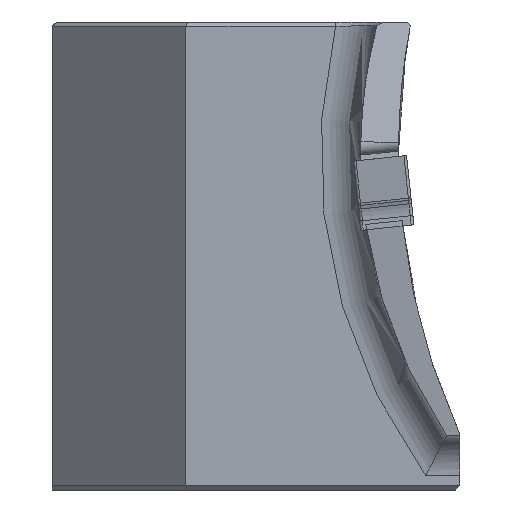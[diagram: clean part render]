
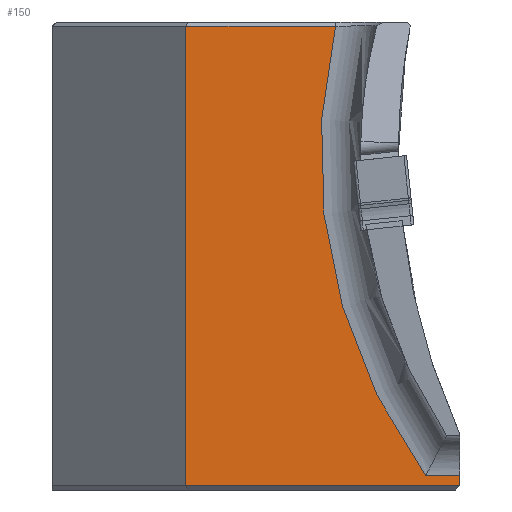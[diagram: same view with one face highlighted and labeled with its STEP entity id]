
A CAD part, left-side view. The second image highlights one B-rep face of the part: STEP entity #150.
In plain terms, the highlighted planar face has unit normal (-1, 0, 0).
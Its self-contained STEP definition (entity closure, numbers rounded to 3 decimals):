
#86=CIRCLE('',#1392,41.);
#150=ADVANCED_FACE('',(#270),#223,.F.);
#223=PLANE('',#1393);
#270=FACE_OUTER_BOUND('',#345,.T.);
#345=EDGE_LOOP('',(#503,#504,#505,#506,#507,#508));
#503=ORIENTED_EDGE('',*,*,#963,.T.);
#504=ORIENTED_EDGE('',*,*,#984,.T.);
#505=ORIENTED_EDGE('',*,*,#985,.T.);
#506=ORIENTED_EDGE('',*,*,#986,.T.);
#507=ORIENTED_EDGE('',*,*,#987,.T.);
#508=ORIENTED_EDGE('',*,*,#988,.T.);
#835=VERTEX_POINT('',#1973);
#836=VERTEX_POINT('',#1975);
#851=VERTEX_POINT('',#2063);
#852=VERTEX_POINT('',#2065);
#853=VERTEX_POINT('',#2067);
#854=VERTEX_POINT('',#2069);
#963=EDGE_CURVE('',#836,#835,#1144,.T.);
#984=EDGE_CURVE('',#835,#851,#1155,.T.);
#985=EDGE_CURVE('',#851,#852,#86,.T.);
#986=EDGE_CURVE('',#852,#853,#1156,.T.);
#987=EDGE_CURVE('',#853,#854,#1157,.T.);
#988=EDGE_CURVE('',#854,#836,#1158,.T.);
#1144=LINE('',#1974,#1270);
#1155=LINE('',#2062,#1281);
#1156=LINE('',#2066,#1282);
#1157=LINE('',#2068,#1283);
#1158=LINE('',#2070,#1284);
#1270=VECTOR('',#1564,1.);
#1281=VECTOR('',#1597,1.);
#1282=VECTOR('',#1600,1.);
#1283=VECTOR('',#1601,1.);
#1284=VECTOR('',#1602,1.);
#1392=AXIS2_PLACEMENT_3D('',#2064,#1598,#1599);
#1393=AXIS2_PLACEMENT_3D('',#2071,#1603,#1604);
#1564=DIRECTION('',(0.,0.,1.));
#1597=DIRECTION('',(0.,1.,0.));
#1598=DIRECTION('',(1.,0.,0.));
#1599=DIRECTION('',(0.,0.,-1.));
#1600=DIRECTION('',(0.,1.,0.));
#1601=DIRECTION('',(0.,0.,-1.));
#1602=DIRECTION('',(0.,-1.,0.));
#1603=DIRECTION('',(1.,0.,0.));
#1604=DIRECTION('',(0.,0.,-1.));
#1973=CARTESIAN_POINT('',(31.,-30.5,-23.935));
#1974=CARTESIAN_POINT('',(31.,-30.5,-20.935));
#1975=CARTESIAN_POINT('',(31.,-30.5,-24.7));
#2062=CARTESIAN_POINT('',(31.,-30.5,-23.935));
#2063=CARTESIAN_POINT('',(31.,-27.937,-23.935));
#2064=CARTESIAN_POINT('',(31.,-61.08,0.2));
#2065=CARTESIAN_POINT('',(31.,-21.196,9.7));
#2066=CARTESIAN_POINT('',(31.,-61.08,9.7));
#2067=CARTESIAN_POINT('',(31.,-10.,9.7));
#2068=CARTESIAN_POINT('',(31.,-10.,10.));
#2069=CARTESIAN_POINT('',(31.,-10.,-24.7));
#2070=CARTESIAN_POINT('',(31.,-61.08,-24.7));
#2071=CARTESIAN_POINT('',(31.,-61.08,0.2));
